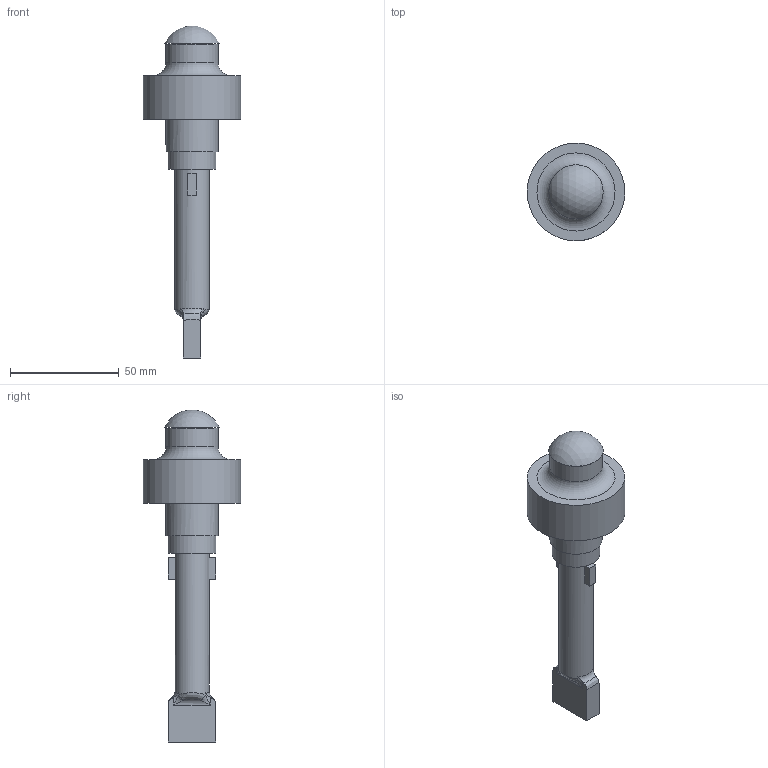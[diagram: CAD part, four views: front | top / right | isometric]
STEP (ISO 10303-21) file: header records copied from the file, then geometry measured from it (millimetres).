
FILE_DESCRIPTION(/* description */ (''),/* implementation_level */ '2;1');
FILE_NAME(/* name */ '1090.stp',/* time_stamp */ '2016-10-05T16:17:59+02:00',/* author */ ('Giuliano'),/* organization */ (''),/* preprocessor_version */ 'ST-DEVELOPER v16.5',/* originating_system */ 'Autodesk Inventor 2017',/* authorisation */ '');
FILE_SCHEMA (('AUTOMOTIVE_DESIGN { 1 0 10303 214 3 1 1 }'));
Length unit declared in the file: millimetre
Products named in the file (4): 1090; 14553-A; 1092V_c; 14714
Assembly tree (3 placements, depth 2):
  1090
    14553-A
    1092V_c
    14714
Bounding box: 44.99 x 44.99 x 152.91 mm (x, y, z)
Volume: 59848.3 mm3; surface area: 24290.3 mm2
Topology: 3 solids, 3 shells, 71 faces, 179 edges, 114 vertices
Faces by surface type: plane 40, cylinder 19, bspline 8, torus 3, sphere 1
Full cylindrical faces by diameter (mm): 16 x1, 16.8 x1, 17 x1, 22 x1, 24 x2, 45 x1
Entity records: 2484 total; most frequent: CARTESIAN_POINT 722, DIRECTION 354, ORIENTED_EDGE 324, EDGE_CURVE 162, AXIS2_PLACEMENT_3D 134, VERTEX_POINT 110, EDGE_LOOP 88, LINE 86
